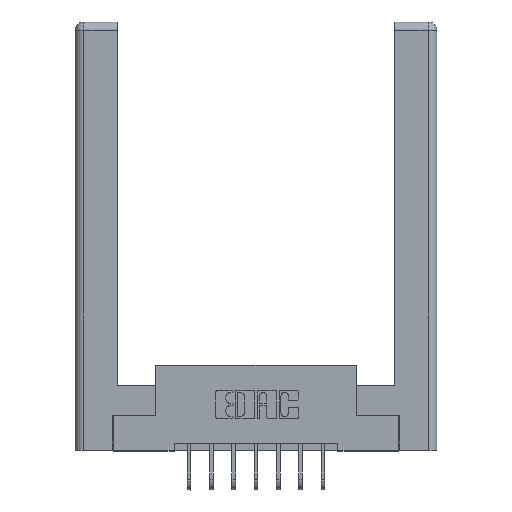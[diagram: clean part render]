
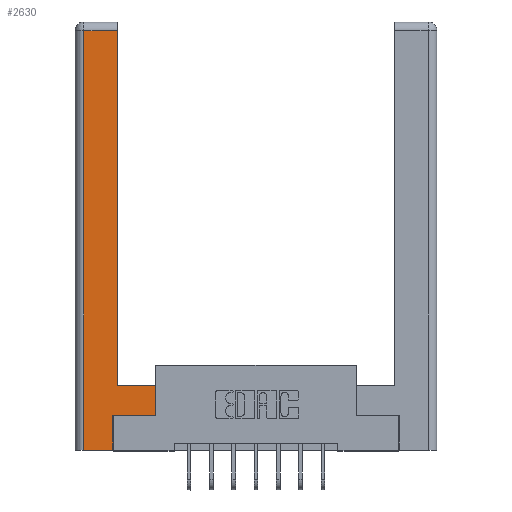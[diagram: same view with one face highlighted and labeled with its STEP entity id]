
A CAD part, top view. The second image highlights one B-rep face of the part: STEP entity #2630.
In plain terms, the highlighted planar face has unit normal (0, 0, 1).
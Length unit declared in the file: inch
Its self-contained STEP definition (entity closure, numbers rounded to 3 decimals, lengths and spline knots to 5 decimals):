
#132 = VERTEX_POINT ( 'NONE', #2808 ) ;
#178 = CARTESIAN_POINT ( 'NONE',  ( 0.265, 0., 0. ) ) ;
#262 = CARTESIAN_POINT ( 'NONE',  ( 0.265, 0.245, 0. ) ) ;
#397 = DIRECTION ( 'NONE',  ( 0., 1., 0. ) ) ;
#678 = DIRECTION ( 'NONE',  ( 0., 0., -1. ) ) ;
#1105 = ORIENTED_EDGE ( 'NONE', *, *, #10264, .T. ) ;
#1107 = VERTEX_POINT ( 'NONE', #178 ) ;
#1219 = EDGE_CURVE ( 'NONE', #1107, #10828, #3948, .T. ) ;
#1223 = VECTOR ( 'NONE', #1321, 39.37008 ) ;
#1296 = CARTESIAN_POINT ( 'NONE',  ( 0.265, 0., 0. ) ) ;
#1321 = DIRECTION ( 'NONE',  ( 0., 1., 0. ) ) ;
#1623 = LINE ( 'NONE', #11860, #1780 ) ;
#1635 = FACE_OUTER_BOUND ( 'NONE', #8398, .T. ) ;
#1653 = DIRECTION ( 'NONE',  ( -1., 0., 0. ) ) ;
#1780 = VECTOR ( 'NONE', #3142, 39.37008 ) ;
#1931 = ORIENTED_EDGE ( 'NONE', *, *, #5932, .T. ) ;
#2007 = CARTESIAN_POINT ( 'NONE',  ( 0.565, 0.245, 0. ) ) ;
#2277 = VERTEX_POINT ( 'NONE', #3965 ) ;
#2409 = DIRECTION ( 'NONE',  ( 1., 0., 0. ) ) ;
#2517 = CARTESIAN_POINT ( 'NONE',  ( 0., 0., 0. ) ) ;
#2525 = VECTOR ( 'NONE', #8016, 39.37008 ) ;
#2630 = ADVANCED_FACE ( 'NONE', ( #1635 ), #5466, .F. ) ;
#2761 = EDGE_CURVE ( 'NONE', #11423, #2277, #7627, .T. ) ;
#2808 = CARTESIAN_POINT ( 'NONE',  ( 0.0615, 0., 0. ) ) ;
#3091 = EDGE_CURVE ( 'NONE', #8110, #4835, #1623, .T. ) ;
#3142 = DIRECTION ( 'NONE',  ( -1., 0., 0. ) ) ;
#3377 = ORIENTED_EDGE ( 'NONE', *, *, #7973, .T. ) ;
#3402 = ORIENTED_EDGE ( 'NONE', *, *, #5958, .T. ) ;
#3540 = ORIENTED_EDGE ( 'NONE', *, *, #2761, .T. ) ;
#3617 = VECTOR ( 'NONE', #7514, 39.37008 ) ;
#3948 = LINE ( 'NONE', #262, #1223 ) ;
#3949 = DIRECTION ( 'NONE',  ( 0., -1., 0. ) ) ;
#3965 = CARTESIAN_POINT ( 'NONE',  ( 0.295, 0.45, 0. ) ) ;
#4024 = ORIENTED_EDGE ( 'NONE', *, *, #3091, .T. ) ;
#4117 = CARTESIAN_POINT ( 'NONE',  ( 0.295, 2.94, 0. ) ) ;
#4695 = AXIS2_PLACEMENT_3D ( 'NONE', #2517, #678, #1653 ) ;
#4835 = VERTEX_POINT ( 'NONE', #11260 ) ;
#5392 = ORIENTED_EDGE ( 'NONE', *, *, #8968, .T. ) ;
#5466 = PLANE ( 'NONE',  #4695 ) ;
#5580 = CARTESIAN_POINT ( 'NONE',  ( 0.295, 0.45, 0. ) ) ;
#5932 = EDGE_CURVE ( 'NONE', #10828, #12374, #11216, .T. ) ;
#5958 = EDGE_CURVE ( 'NONE', #2277, #8110, #9424, .T. ) ;
#6665 = VECTOR ( 'NONE', #7852, 39.37008 ) ;
#6803 = VECTOR ( 'NONE', #3949, 39.37008 ) ;
#7514 = DIRECTION ( 'NONE',  ( -1., 0., 0. ) ) ;
#7583 = LINE ( 'NONE', #1296, #6665 ) ;
#7627 = LINE ( 'NONE', #5580, #3617 ) ;
#7777 = VECTOR ( 'NONE', #397, 39.37008 ) ;
#7852 = DIRECTION ( 'NONE',  ( 1., 0., 0. ) ) ;
#7942 = LINE ( 'NONE', #10755, #7777 ) ;
#7973 = EDGE_CURVE ( 'NONE', #4835, #132, #9393, .T. ) ;
#8016 = DIRECTION ( 'NONE',  ( 0., 1., 0. ) ) ;
#8110 = VERTEX_POINT ( 'NONE', #4117 ) ;
#8349 = VECTOR ( 'NONE', #2409, 39.37008 ) ;
#8398 = EDGE_LOOP ( 'NONE', ( #3402, #4024, #3377, #1105, #12049, #1931, #5392, #3540 ) ) ;
#8847 = CARTESIAN_POINT ( 'NONE',  ( 0.565, 0.45, 0. ) ) ;
#8968 = EDGE_CURVE ( 'NONE', #12374, #11423, #7942, .T. ) ;
#9393 = LINE ( 'NONE', #11623, #6803 ) ;
#9424 = LINE ( 'NONE', #10721, #2525 ) ;
#10264 = EDGE_CURVE ( 'NONE', #132, #1107, #7583, .T. ) ;
#10621 = CARTESIAN_POINT ( 'NONE',  ( 0.565, 0.245, 0. ) ) ;
#10721 = CARTESIAN_POINT ( 'NONE',  ( 0.295, 3., 0. ) ) ;
#10755 = CARTESIAN_POINT ( 'NONE',  ( 0.565, 0.45, 0. ) ) ;
#10828 = VERTEX_POINT ( 'NONE', #11327 ) ;
#11216 = LINE ( 'NONE', #2007, #8349 ) ;
#11260 = CARTESIAN_POINT ( 'NONE',  ( 0.0615, 2.94, 0. ) ) ;
#11327 = CARTESIAN_POINT ( 'NONE',  ( 0.265, 0.245, 0. ) ) ;
#11423 = VERTEX_POINT ( 'NONE', #8847 ) ;
#11623 = CARTESIAN_POINT ( 'NONE',  ( 0.0615, 0., 0. ) ) ;
#11860 = CARTESIAN_POINT ( 'NONE',  ( 0.0615, 2.94, 0. ) ) ;
#12049 = ORIENTED_EDGE ( 'NONE', *, *, #1219, .T. ) ;
#12374 = VERTEX_POINT ( 'NONE', #10621 ) ;
